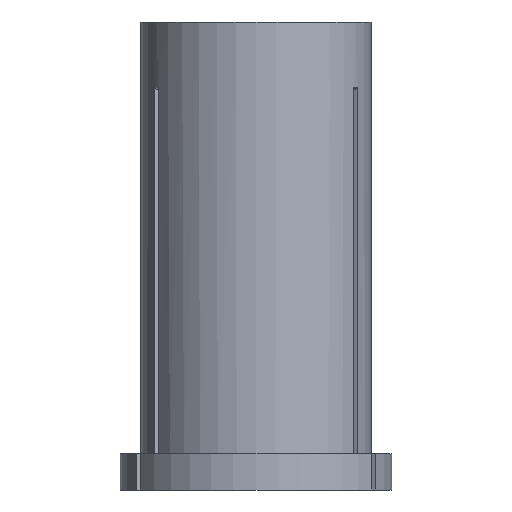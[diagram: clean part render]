
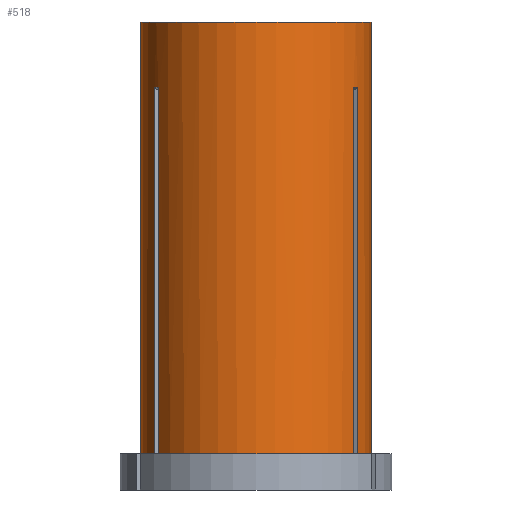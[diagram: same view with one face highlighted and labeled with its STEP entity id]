
A CAD part, front view. The second image highlights one B-rep face of the part: STEP entity #518.
In plain terms, the highlighted cylindrical face has radius 15.875 mm (diameter 31.75 mm), a partial arc.
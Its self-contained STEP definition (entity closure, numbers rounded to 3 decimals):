
#22 = ORIENTED_EDGE ( 'NONE', *, *, #201, .F. ) ;
#31 = LINE ( 'NONE', #1258, #834 ) ;
#35 = VERTEX_POINT ( 'NONE', #1318 ) ;
#80 = EDGE_CURVE ( 'NONE', #303, #35, #1132, .T. ) ;
#82 = LINE ( 'NONE', #794, #878 ) ;
#86 = VERTEX_POINT ( 'NONE', #996 ) ;
#90 = EDGE_CURVE ( 'NONE', #1242, #1109, #912, .T. ) ;
#92 = DIRECTION ( 'NONE',  ( 0., 0., 1. ) ) ;
#108 = EDGE_CURVE ( 'NONE', #600, #522, #561, .T. ) ;
#123 = CARTESIAN_POINT ( 'NONE',  ( 0., 0., 0. ) ) ;
#155 = DIRECTION ( 'NONE',  ( 0., 0., 1. ) ) ;
#168 = CARTESIAN_POINT ( 'NONE',  ( -13.831, -7.794, -9. ) ) ;
#175 = AXIS2_PLACEMENT_3D ( 'NONE', #981, #1103, #1235 ) ;
#179 = DIRECTION ( 'NONE',  ( 0., 0., 1. ) ) ;
#180 = VERTEX_POINT ( 'NONE', #1032 ) ;
#201 = EDGE_CURVE ( 'NONE', #1242, #35, #866, .T. ) ;
#205 = DIRECTION ( 'NONE',  ( 0., 0., 1. ) ) ;
#221 = CARTESIAN_POINT ( 'NONE',  ( 13.58, -8.224, -9.002 ) ) ;
#223 = CARTESIAN_POINT ( 'NONE',  ( 13.751, -7.938, -8.998 ) ) ;
#228 = DIRECTION ( 'NONE',  ( 1., 0., 0. ) ) ;
#230 = DIRECTION ( 'NONE',  ( 0., 0., 1. ) ) ;
#247 = VERTEX_POINT ( 'NONE', #1057 ) ;
#261 = VECTOR ( 'NONE', #205, 1000. ) ;
#278 = VECTOR ( 'NONE', #155, 1000. ) ;
#281 = ORIENTED_EDGE ( 'NONE', *, *, #843, .T. ) ;
#303 = VERTEX_POINT ( 'NONE', #937 ) ;
#305 = CARTESIAN_POINT ( 'NONE',  ( 15.875, 0., 0. ) ) ;
#315 = EDGE_CURVE ( 'NONE', #639, #86, #1054, .T. ) ;
#317 = CARTESIAN_POINT ( 'NONE',  ( -15.875, 0., 0. ) ) ;
#353 = DIRECTION ( 'NONE',  ( 1., 0., 0. ) ) ;
#366 = ORIENTED_EDGE ( 'NONE', *, *, #847, .T. ) ;
#369 = ORIENTED_EDGE ( 'NONE', *, *, #315, .T. ) ;
#379 = CARTESIAN_POINT ( 'NONE',  ( -13.991, -7.501, -9.006 ) ) ;
#385 = CARTESIAN_POINT ( 'NONE',  ( 15.875, 0., 0. ) ) ;
#398 = DIRECTION ( 'NONE',  ( 0., 0., 1. ) ) ;
#400 = CARTESIAN_POINT ( 'NONE',  ( 0., 0., -59.6 ) ) ;
#423 = CARTESIAN_POINT ( 'NONE',  ( 13.491, -8.367, -59.6 ) ) ;
#461 = CARTESIAN_POINT ( 'NONE',  ( 0., 0., -59.6 ) ) ;
#472 = ORIENTED_EDGE ( 'NONE', *, *, #1097, .F. ) ;
#518 = ADVANCED_FACE ( 'NONE', ( #802 ), #819, .T. ) ;
#522 = VERTEX_POINT ( 'NONE', #758 ) ;
#526 = AXIS2_PLACEMENT_3D ( 'NONE', #701, #179, #595 ) ;
#550 = ORIENTED_EDGE ( 'NONE', *, *, #752, .F. ) ;
#561 = CIRCLE ( 'NONE', #526, 15.875 ) ;
#595 = DIRECTION ( 'NONE',  ( 1., 0., 0. ) ) ;
#599 = CARTESIAN_POINT ( 'NONE',  ( -13.491, -8.367, -9.006 ) ) ;
#600 = VERTEX_POINT ( 'NONE', #1096 ) ;
#607 = ORIENTED_EDGE ( 'NONE', *, *, #1312, .F. ) ;
#608 = AXIS2_PLACEMENT_3D ( 'NONE', #461, #230, #353 ) ;
#617 = CARTESIAN_POINT ( 'NONE',  ( 13.491, -8.367, -9.006 ) ) ;
#620 = CARTESIAN_POINT ( 'NONE',  ( -13.491, -8.367, 0. ) ) ;
#639 = VERTEX_POINT ( 'NONE', #617 ) ;
#701 = CARTESIAN_POINT ( 'NONE',  ( 0., 0., -59.6 ) ) ;
#713 = ORIENTED_EDGE ( 'NONE', *, *, #108, .T. ) ;
#720 = DIRECTION ( 'NONE',  ( 0., 0., 1. ) ) ;
#724 = LINE ( 'NONE', #1110, #1281 ) ;
#742 = ORIENTED_EDGE ( 'NONE', *, *, #80, .T. ) ;
#747 = CARTESIAN_POINT ( 'NONE',  ( 13.491, -8.367, -9.006 ) ) ;
#752 = EDGE_CURVE ( 'NONE', #180, #86, #724, .T. ) ;
#753 = VERTEX_POINT ( 'NONE', #317 ) ;
#758 = CARTESIAN_POINT ( 'NONE',  ( -13.991, -7.501, -59.6 ) ) ;
#794 = CARTESIAN_POINT ( 'NONE',  ( 13.491, -8.367, 0. ) ) ;
#802 = FACE_OUTER_BOUND ( 'NONE', #929, .T. ) ;
#806 = ORIENTED_EDGE ( 'NONE', *, *, #875, .T. ) ;
#819 = CYLINDRICAL_SURFACE ( 'NONE', #1371, 15.875 ) ;
#834 = VECTOR ( 'NONE', #92, 1000. ) ;
#843 = EDGE_CURVE ( 'NONE', #1109, #639, #82, .T. ) ;
#847 = EDGE_CURVE ( 'NONE', #522, #303, #1083, .T. ) ;
#866 = LINE ( 'NONE', #620, #261 ) ;
#875 = EDGE_CURVE ( 'NONE', #247, #946, #1233, .T. ) ;
#878 = VECTOR ( 'NONE', #398, 1000. ) ;
#886 = ORIENTED_EDGE ( 'NONE', *, *, #90, .T. ) ;
#899 = CARTESIAN_POINT ( 'NONE',  ( -13.664, -8.083, -9. ) ) ;
#912 = CIRCLE ( 'NONE', #1207, 15.875 ) ;
#929 = EDGE_LOOP ( 'NONE', ( #472, #713, #366, #742, #22, #886, #281, #369, #550, #1348, #806, #607 ) ) ;
#937 = CARTESIAN_POINT ( 'NONE',  ( -13.991, -7.501, -9.006 ) ) ;
#938 = CIRCLE ( 'NONE', #175, 15.875 ) ;
#946 = VERTEX_POINT ( 'NONE', #305 ) ;
#970 = CARTESIAN_POINT ( 'NONE',  ( -13.491, -8.367, -59.6 ) ) ;
#981 = CARTESIAN_POINT ( 'NONE',  ( 0., 0., 0. ) ) ;
#996 = CARTESIAN_POINT ( 'NONE',  ( 13.991, -7.501, -9.006 ) ) ;
#1032 = CARTESIAN_POINT ( 'NONE',  ( 13.991, -7.501, -59.6 ) ) ;
#1054 = B_SPLINE_CURVE_WITH_KNOTS ( 'NONE', 3,
 ( #747, #221, #223, #1197, #1304 ),
 .UNSPECIFIED., .F., .F.,
 ( 4, 1, 4 ),
 ( 0.098, 0.098, 0.099 ),
 .UNSPECIFIED. ) ;
#1057 = CARTESIAN_POINT ( 'NONE',  ( 15.875, 0., -59.6 ) ) ;
#1069 = CIRCLE ( 'NONE', #608, 15.875 ) ;
#1070 = DIRECTION ( 'NONE',  ( 0., 0., 1. ) ) ;
#1083 = LINE ( 'NONE', #1104, #278 ) ;
#1096 = CARTESIAN_POINT ( 'NONE',  ( -15.875, 0., -59.6 ) ) ;
#1097 = EDGE_CURVE ( 'NONE', #600, #753, #31, .T. ) ;
#1103 = DIRECTION ( 'NONE',  ( 0., 0., 1. ) ) ;
#1104 = CARTESIAN_POINT ( 'NONE',  ( -13.991, -7.501, 0. ) ) ;
#1107 = CARTESIAN_POINT ( 'NONE',  ( -13.912, -7.648, -9.002 ) ) ;
#1109 = VERTEX_POINT ( 'NONE', #423 ) ;
#1110 = CARTESIAN_POINT ( 'NONE',  ( 13.991, -7.501, 0. ) ) ;
#1117 = DIRECTION ( 'NONE',  ( 0., 0., 1. ) ) ;
#1132 = B_SPLINE_CURVE_WITH_KNOTS ( 'NONE', 3,
 ( #379, #1107, #168, #899, #1232, #599 ),
 .UNSPECIFIED., .F., .F.,
 ( 4, 2, 4 ),
 ( 0.089, 0.09, 0.09 ),
 .UNSPECIFIED. ) ;
#1143 = DIRECTION ( 'NONE',  ( 1., 0., 0. ) ) ;
#1164 = DIRECTION ( 'NONE',  ( 0., 0., 1. ) ) ;
#1186 = EDGE_CURVE ( 'NONE', #180, #247, #1069, .T. ) ;
#1197 = CARTESIAN_POINT ( 'NONE',  ( 13.913, -7.647, -9.002 ) ) ;
#1207 = AXIS2_PLACEMENT_3D ( 'NONE', #400, #720, #1143 ) ;
#1232 = CARTESIAN_POINT ( 'NONE',  ( -13.579, -8.226, -9.002 ) ) ;
#1233 = LINE ( 'NONE', #385, #1247 ) ;
#1235 = DIRECTION ( 'NONE',  ( 1., 0., 0. ) ) ;
#1242 = VERTEX_POINT ( 'NONE', #970 ) ;
#1247 = VECTOR ( 'NONE', #1117, 1000. ) ;
#1258 = CARTESIAN_POINT ( 'NONE',  ( -15.875, 0., 0. ) ) ;
#1281 = VECTOR ( 'NONE', #1164, 1000. ) ;
#1304 = CARTESIAN_POINT ( 'NONE',  ( 13.991, -7.501, -9.006 ) ) ;
#1312 = EDGE_CURVE ( 'NONE', #753, #946, #938, .T. ) ;
#1318 = CARTESIAN_POINT ( 'NONE',  ( -13.491, -8.367, -9.006 ) ) ;
#1348 = ORIENTED_EDGE ( 'NONE', *, *, #1186, .T. ) ;
#1371 = AXIS2_PLACEMENT_3D ( 'NONE', #123, #1070, #228 ) ;
